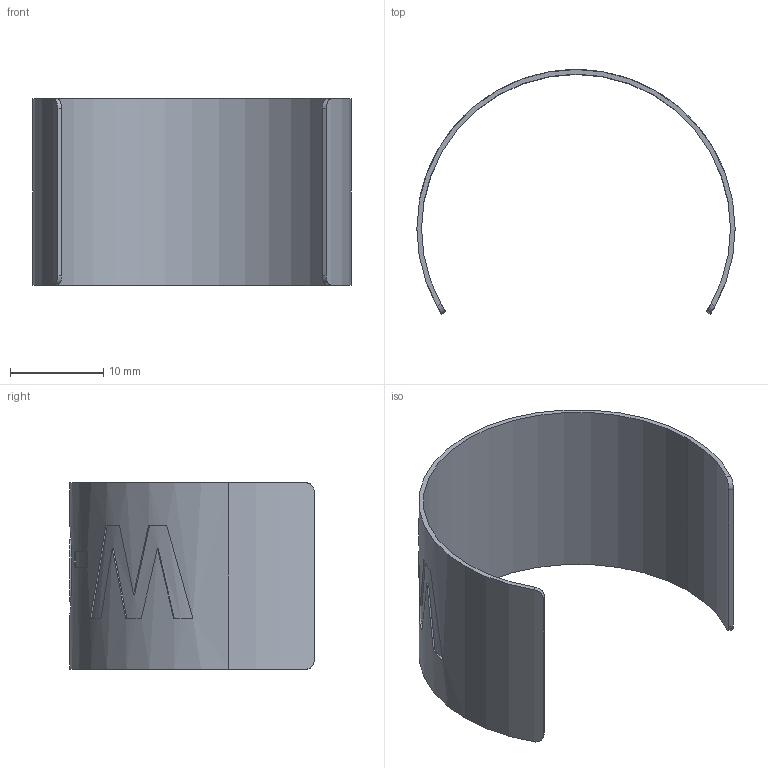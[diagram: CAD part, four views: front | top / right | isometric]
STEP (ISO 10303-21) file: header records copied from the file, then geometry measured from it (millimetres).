
FILE_DESCRIPTION (( 'STEP AP203' ), '1' );
FILE_NAME ('3435-50-026-03_REV_.step', '2026-03-03T07:29:34', ( '' ), ( '' ), 'SwSTEP 2.0', 'SolidWorks 2025', '' );
FILE_SCHEMA (( 'CONFIG_CONTROL_DESIGN' ));
Length unit declared in the file: millimetre
Products named in the file (1): 3435-50-026-03_REV_
Bounding box: 34.2 x 26.29 x 20 mm (x, y, z)
Volume: 674.9 mm3; surface area: 3011.2 mm2
Topology: 1 solids, 1 shells, 67 faces, 177 edges, 118 vertices
Faces by surface type: bspline 32, plane 19, cylinder 16
Entity records: 9376 total; most frequent: CARTESIAN_POINT 7917, ORIENTED_EDGE 354, EDGE_CURVE 177, DIRECTION 171, VERTEX_POINT 118, B_SPLINE_CURVE_WITH_KNOTS 112, EDGE_LOOP 73, AXIS2_PLACEMENT_3D 70
